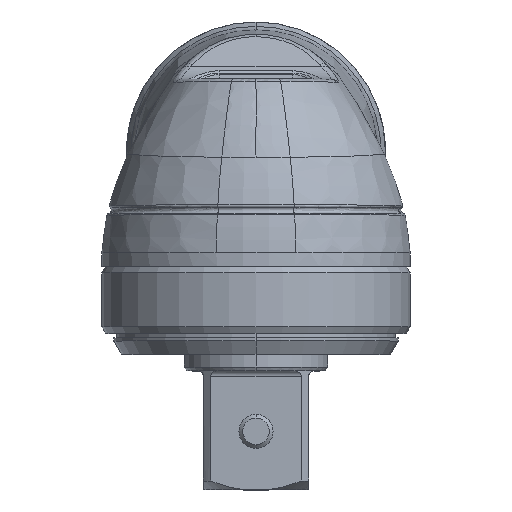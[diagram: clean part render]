
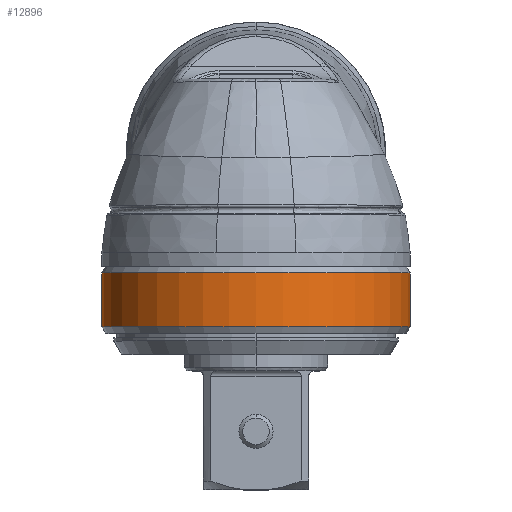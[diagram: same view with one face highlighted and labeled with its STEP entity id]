
A CAD part, top view. The second image highlights one B-rep face of the part: STEP entity #12896.
In plain terms, the highlighted cylindrical face has radius 14 mm (diameter 28 mm), a partial arc.
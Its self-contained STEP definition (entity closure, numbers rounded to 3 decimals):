
#640=DIRECTION('',(0.,1.,0.));
#641=VECTOR('',#640,4.888);
#642=CARTESIAN_POINT('',(-14.,-15.994,0.));
#643=LINE('',#642,#641);
#649=DIRECTION('',(0.,1.,0.));
#650=VECTOR('',#649,4.888);
#651=CARTESIAN_POINT('',(14.,-15.994,0.));
#652=LINE('',#651,#650);
#3477=CARTESIAN_POINT('',(0.,-11.106,0.));
#3478=DIRECTION('',(0.,-1.,0.));
#3479=DIRECTION('',(1.,0.,0.));
#3480=AXIS2_PLACEMENT_3D('',#3477,#3478,#3479);
#3482=CARTESIAN_POINT('',(0.,-15.994,0.));
#3483=DIRECTION('',(0.,-1.,0.));
#3484=DIRECTION('',(1.,0.,0.));
#3485=AXIS2_PLACEMENT_3D('',#3482,#3483,#3484);
#3809=CARTESIAN_POINT('',(14.,-15.994,0.));
#3811=VERTEX_POINT('',#3809);
#3813=CARTESIAN_POINT('',(-14.,-15.994,0.));
#3815=VERTEX_POINT('',#3813);
#3816=CARTESIAN_POINT('',(14.,-11.106,0.));
#3817=CARTESIAN_POINT('',(-14.,-11.106,0.));
#3818=VERTEX_POINT('',#3816);
#3819=VERTEX_POINT('',#3817);
#12885=CARTESIAN_POINT('',(0.,-10.195,0.));
#12886=DIRECTION('',(0.,-1.,0.));
#12887=DIRECTION('',(-1.,0.,0.));
#12888=AXIS2_PLACEMENT_3D('',#12885,#12886,#12887);
#12889=CYLINDRICAL_SURFACE('',#12888,14.);
#12890=ORIENTED_EDGE('',*,*,#12872,.F.);
#12891=ORIENTED_EDGE('',*,*,#5095,.F.);
#12892=ORIENTED_EDGE('',*,*,#5053,.T.);
#12893=ORIENTED_EDGE('',*,*,#5092,.T.);
#12894=EDGE_LOOP('',(#12890,#12891,#12892,#12893));
#12895=FACE_OUTER_BOUND('',#12894,.F.);
#12896=ADVANCED_FACE('',(#12895),#12889,.T.);
#3481=CIRCLE('',#3480,14.);
#3486=CIRCLE('',#3485,14.);
#5053=EDGE_CURVE('',#3811,#3815,#3486,.T.);
#5092=EDGE_CURVE('',#3815,#3819,#643,.T.);
#5095=EDGE_CURVE('',#3811,#3818,#652,.T.);
#12872=EDGE_CURVE('',#3818,#3819,#3481,.T.);
